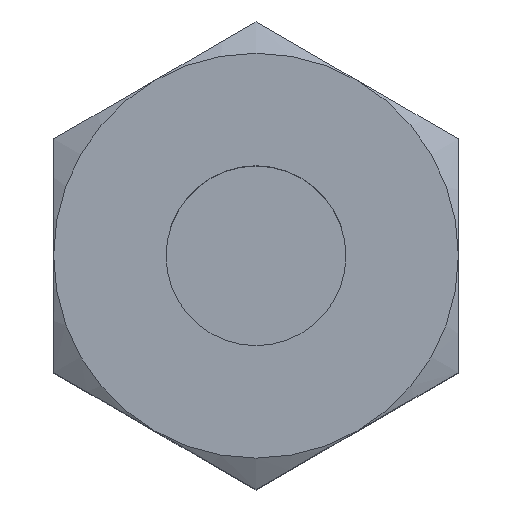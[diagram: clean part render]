
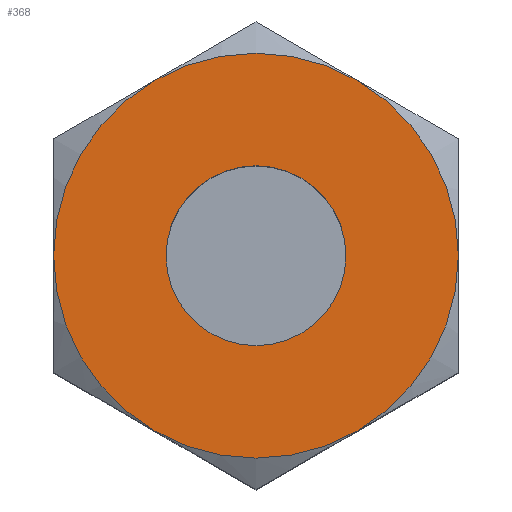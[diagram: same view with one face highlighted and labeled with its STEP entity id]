
A CAD part, top view. The second image highlights one B-rep face of the part: STEP entity #368.
In plain terms, the highlighted planar face has unit normal (0, 0, 1).
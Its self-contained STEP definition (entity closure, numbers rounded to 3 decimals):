
#18 = VERTEX_POINT ( 'NONE', #1083 ) ;
#34 = DIRECTION ( 'NONE',  ( 0., 0., -1. ) ) ;
#42 = EDGE_CURVE ( 'NONE', #65, #1605, #1156, .T. ) ;
#43 = CIRCLE ( 'NONE', #790, 13.5 ) ;
#46 = DIRECTION ( 'NONE',  ( 1., 0., 0. ) ) ;
#65 = VERTEX_POINT ( 'NONE', #394 ) ;
#74 = ORIENTED_EDGE ( 'NONE', *, *, #1076, .F. ) ;
#116 = EDGE_LOOP ( 'NONE', ( #74, #1159 ) ) ;
#134 = AXIS2_PLACEMENT_3D ( 'NONE', #222, #1488, #721 ) ;
#146 = DIRECTION ( 'NONE',  ( 1., 0., 0. ) ) ;
#147 = ORIENTED_EDGE ( 'NONE', *, *, #1402, .F. ) ;
#155 = FACE_OUTER_BOUND ( 'NONE', #1494, .T. ) ;
#193 = DIRECTION ( 'NONE',  ( 1., 0., 0. ) ) ;
#222 = CARTESIAN_POINT ( 'NONE',  ( 0., 0., 22. ) ) ;
#308 = ORIENTED_EDGE ( 'NONE', *, *, #314, .F. ) ;
#314 = EDGE_CURVE ( 'NONE', #1605, #864, #1160, .T. ) ;
#321 = DIRECTION ( 'NONE',  ( 0., 0., 1. ) ) ;
#368 = ADVANCED_FACE ( 'NONE', ( #155, #520 ), #893, .T. ) ;
#378 = CARTESIAN_POINT ( 'NONE',  ( 0., 0., 22. ) ) ;
#390 = EDGE_CURVE ( 'NONE', #958, #65, #1375, .T. ) ;
#394 = CARTESIAN_POINT ( 'NONE',  ( -6.75, -11.691, 22. ) ) ;
#409 = CARTESIAN_POINT ( 'NONE',  ( 6.75, -11.691, 22. ) ) ;
#449 = AXIS2_PLACEMENT_3D ( 'NONE', #1460, #636, #1134 ) ;
#456 = CARTESIAN_POINT ( 'NONE',  ( 6., 0., 22. ) ) ;
#489 = EDGE_CURVE ( 'NONE', #864, #799, #43, .T. ) ;
#519 = DIRECTION ( 'NONE',  ( 1., 0., 0. ) ) ;
#520 = FACE_BOUND ( 'NONE', #116, .T. ) ;
#523 = EDGE_CURVE ( 'NONE', #18, #654, #685, .T. ) ;
#548 = CARTESIAN_POINT ( 'NONE',  ( 0., 0., 22. ) ) ;
#584 = AXIS2_PLACEMENT_3D ( 'NONE', #1295, #1164, #758 ) ;
#598 = CARTESIAN_POINT ( 'NONE',  ( -6.75, 11.691, 22. ) ) ;
#600 = CARTESIAN_POINT ( 'NONE',  ( -13.5, 0., 22. ) ) ;
#636 = DIRECTION ( 'NONE',  ( 0., 0., -1. ) ) ;
#648 = CARTESIAN_POINT ( 'NONE',  ( 0., 0., 22. ) ) ;
#654 = VERTEX_POINT ( 'NONE', #456 ) ;
#685 = CIRCLE ( 'NONE', #1316, 6. ) ;
#711 = CIRCLE ( 'NONE', #1320, 13.5 ) ;
#719 = VERTEX_POINT ( 'NONE', #1351 ) ;
#721 = DIRECTION ( 'NONE',  ( 1., 0., 0. ) ) ;
#758 = DIRECTION ( 'NONE',  ( 1., 0., 0. ) ) ;
#787 = DIRECTION ( 'NONE',  ( 0., 0., -1. ) ) ;
#790 = AXIS2_PLACEMENT_3D ( 'NONE', #548, #1183, #803 ) ;
#799 = VERTEX_POINT ( 'NONE', #1623 ) ;
#803 = DIRECTION ( 'NONE',  ( 1., 0., 0. ) ) ;
#864 = VERTEX_POINT ( 'NONE', #598 ) ;
#876 = DIRECTION ( 'NONE',  ( 0., 0., -1. ) ) ;
#888 = CARTESIAN_POINT ( 'NONE',  ( 0., 0., 22. ) ) ;
#893 = PLANE ( 'NONE',  #584 ) ;
#915 = CIRCLE ( 'NONE', #134, 13.5 ) ;
#927 = CARTESIAN_POINT ( 'NONE',  ( 0., 0., 22. ) ) ;
#958 = VERTEX_POINT ( 'NONE', #409 ) ;
#1076 = EDGE_CURVE ( 'NONE', #654, #18, #1474, .T. ) ;
#1079 = AXIS2_PLACEMENT_3D ( 'NONE', #927, #1549, #46 ) ;
#1083 = CARTESIAN_POINT ( 'NONE',  ( -6., 0., 22. ) ) ;
#1094 = ORIENTED_EDGE ( 'NONE', *, *, #1130, .F. ) ;
#1104 = DIRECTION ( 'NONE',  ( -1., 0., 0. ) ) ;
#1130 = EDGE_CURVE ( 'NONE', #799, #719, #915, .T. ) ;
#1134 = DIRECTION ( 'NONE',  ( 1., 0., 0. ) ) ;
#1156 = CIRCLE ( 'NONE', #449, 13.5 ) ;
#1159 = ORIENTED_EDGE ( 'NONE', *, *, #523, .F. ) ;
#1160 = CIRCLE ( 'NONE', #1641, 13.5 ) ;
#1164 = DIRECTION ( 'NONE',  ( 0., 0., 1. ) ) ;
#1183 = DIRECTION ( 'NONE',  ( 0., 0., -1. ) ) ;
#1266 = AXIS2_PLACEMENT_3D ( 'NONE', #648, #34, #146 ) ;
#1273 = ORIENTED_EDGE ( 'NONE', *, *, #390, .F. ) ;
#1295 = CARTESIAN_POINT ( 'NONE',  ( 0., 15.588, 22. ) ) ;
#1316 = AXIS2_PLACEMENT_3D ( 'NONE', #1563, #321, #193 ) ;
#1320 = AXIS2_PLACEMENT_3D ( 'NONE', #888, #787, #519 ) ;
#1351 = CARTESIAN_POINT ( 'NONE',  ( 13.5, 0., 22. ) ) ;
#1375 = CIRCLE ( 'NONE', #1266, 13.5 ) ;
#1402 = EDGE_CURVE ( 'NONE', #719, #958, #711, .T. ) ;
#1460 = CARTESIAN_POINT ( 'NONE',  ( 0., 0., 22. ) ) ;
#1474 = CIRCLE ( 'NONE', #1079, 6. ) ;
#1488 = DIRECTION ( 'NONE',  ( 0., 0., -1. ) ) ;
#1494 = EDGE_LOOP ( 'NONE', ( #147, #1094, #1612, #308, #1519, #1273 ) ) ;
#1519 = ORIENTED_EDGE ( 'NONE', *, *, #42, .F. ) ;
#1549 = DIRECTION ( 'NONE',  ( 0., 0., 1. ) ) ;
#1563 = CARTESIAN_POINT ( 'NONE',  ( 0., 0., 22. ) ) ;
#1605 = VERTEX_POINT ( 'NONE', #600 ) ;
#1612 = ORIENTED_EDGE ( 'NONE', *, *, #489, .F. ) ;
#1623 = CARTESIAN_POINT ( 'NONE',  ( 6.75, 11.691, 22. ) ) ;
#1641 = AXIS2_PLACEMENT_3D ( 'NONE', #378, #876, #1104 ) ;
